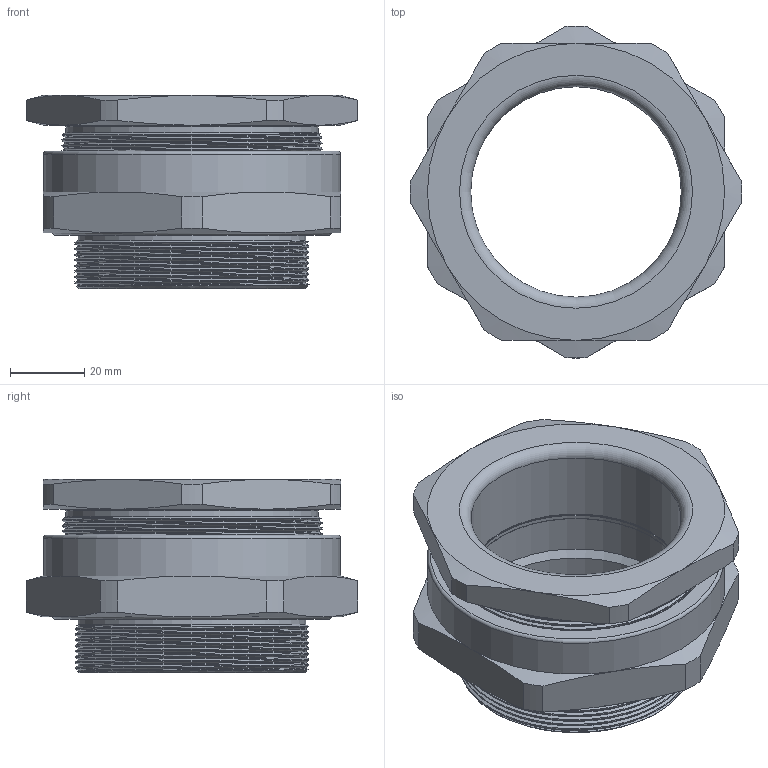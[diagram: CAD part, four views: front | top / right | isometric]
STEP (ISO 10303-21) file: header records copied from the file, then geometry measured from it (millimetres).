
FILE_DESCRIPTION(('HOOPS Exchange Step'),'2;1');
FILE_NAME('m63-k1-15mm-e204-622-conversion.step','2025-03-21T12:15:15+00:00',('root'),('Unknown organisation'),'HOOPS Exchange 2024.3','HOOPS Exchange','Unknown authorisation');
FILE_SCHEMA( ('AP242_MANAGED_MODEL_BASED_3D_ENGINEERING_MIM_LF {1 0 10303 442 1 1 4 }') );
Length unit declared in the file: millimetre
Products named in the file (2): Default; m63-k1-15mm-e204-622-step
Assembly tree (1 placements, depth 2):
  m63-k1-15mm-e204-622-step
    Default
Bounding box: 89.36 x 89.36 x 52 mm (x, y, z)
Volume: 98902 mm3; surface area: 51085.6 mm2
Topology: 5 solids, 5 shells, 456 faces, 1211 edges, 799 vertices
Faces by surface type: plane 181, extrusion 152, cylinder 76, cone 34, torus 7, bspline 6
Full cylindrical faces by diameter (mm): 56.7 x3, 56.9 x1, 61.3 x1, 61.5 x8, 63 x7, 68 x1, 68.3 x2, 68.5 x15, 70 x14, 70.602 x1, 80 x1
Entity records: 36377 total; most frequent: CARTESIAN_POINT 25630, ORIENTED_EDGE 2422, DIRECTION 1676, EDGE_CURVE 1211, VERTEX_POINT 799, VECTOR 776, LINE 624, B_SPLINE_CURVE_WITH_KNOTS 515
